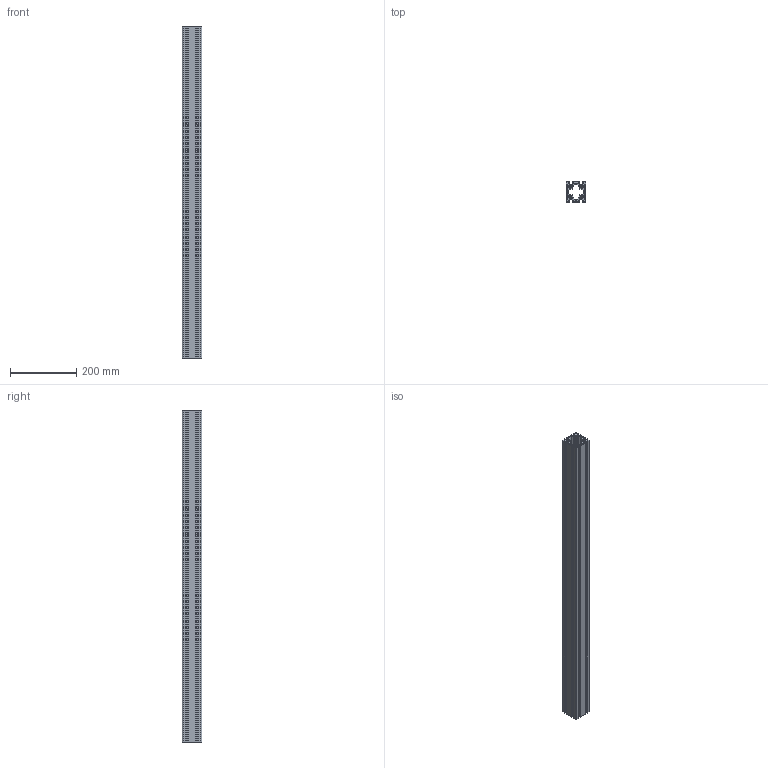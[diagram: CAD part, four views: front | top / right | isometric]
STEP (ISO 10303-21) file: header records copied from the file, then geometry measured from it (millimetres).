
FILE_DESCRIPTION(/* description */ (''),/* implementation_level */ '2;1');
FILE_NAME(/* name */ '10055_KriTec_Profil_6_60x60_schwer.stp',/* time_stamp */ '2014-08-26T16:56:36+02:00',/* author */ ('kostic'),/* organization */ (''),/* preprocessor_version */ 'ST-DEVELOPER v15.2',/* originating_system */ 'Autodesk Inventor 2014',/* authorisation */ '');
FILE_SCHEMA (('AUTOMOTIVE_DESIGN { 1 0 10303 214 3 1 1 }'));
Length unit declared in the file: millimetre
Products named in the file (1): 10055_KriTec_Profil_6_60x60_schwer
Bounding box: 60 x 60 x 1000 mm (x, y, z)
Volume: 1345786.6 mm3; surface area: 705663.5 mm2
Topology: 1 solids, 1 shells, 182 faces, 540 edges, 360 vertices
Faces by surface type: cylinder 92, plane 90
Full cylindrical faces by diameter (mm): 5 x4
Entity records: 6169 total; most frequent: DIRECTION 1086, CARTESIAN_POINT 1079, ORIENTED_EDGE 1072, EDGE_CURVE 536, AXIS2_PLACEMENT_3D 367, VERTEX_POINT 360, LINE 352, VECTOR 352
